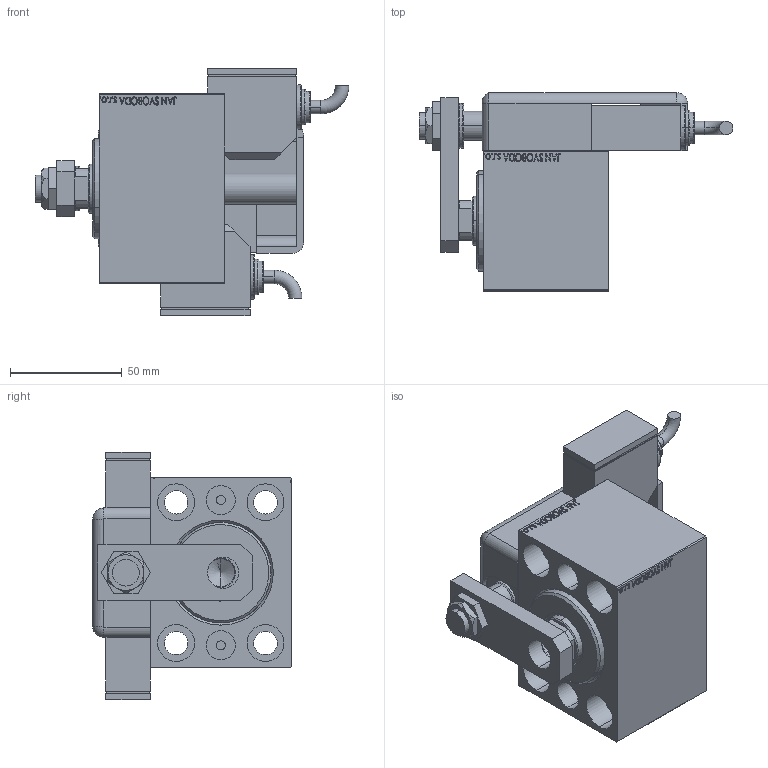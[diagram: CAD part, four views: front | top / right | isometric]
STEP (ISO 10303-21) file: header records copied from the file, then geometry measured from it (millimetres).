
FILE_DESCRIPTION (( 'STEP AP203' ), '1' );
FILE_NAME ('e50f.STEP', '2021-11-02T09:21:28', ( '' ), ( '' ), 'SwSTEP 2.0', 'SolidWorks 2019', '' );
FILE_SCHEMA (( 'CONFIG_CONTROL_DESIGN' ));
Length unit declared in the file: millimetre
Products named in the file (13): V450CM_VC_B b641346b36ad02681caeaf2f4edf6bc3; MAGNETIC SWITCH Q b641346b36ad02681caeaf2f4edf6bc3; SWITCH Q b641346b36ad02681caeaf2f4edf6bc3; V450CM_C b641346b36ad02681caeaf2f4edf6bc3; NUT_D19 b641346b36ad02681caeaf2f4edf6bc3; TYC b641346b36ad02681caeaf2f4edf6bc3; SWITCH DIM A_G b641346b36ad02681caeaf2f4edf6bc3; e50f; SWITCH_Q_FRONT_BACK b641346b36ad02681caeaf2f4edf6bc3; ZARAZKA_Q b641346b36ad02681caeaf2f4edf6bc3; KRYT b641346b36ad02681caeaf2f4edf6bc3; V450CM_C_VCP b641346b36ad02681caeaf2f4edf6bc3; NUT_D13 b641346b36ad02681caeaf2f4edf6bc3
Assembly tree (13 placements, depth 3):
  e50f
    V450CM_C b641346b36ad02681caeaf2f4edf6bc3
    V450CM_C_VCP b641346b36ad02681caeaf2f4edf6bc3
    V450CM_VC_B b641346b36ad02681caeaf2f4edf6bc3
    MAGNETIC SWITCH Q b641346b36ad02681caeaf2f4edf6bc3
      SWITCH_Q_FRONT_BACK b641346b36ad02681caeaf2f4edf6bc3
      TYC b641346b36ad02681caeaf2f4edf6bc3
      ZARAZKA_Q b641346b36ad02681caeaf2f4edf6bc3
      SWITCH DIM A_G b641346b36ad02681caeaf2f4edf6bc3
      NUT_D19 b641346b36ad02681caeaf2f4edf6bc3
      NUT_D13 b641346b36ad02681caeaf2f4edf6bc3
      KRYT b641346b36ad02681caeaf2f4edf6bc3
      SWITCH Q b641346b36ad02681caeaf2f4edf6bc3  x2
Bounding box: 140.46 x 88.8 x 111 mm (x, y, z)
Volume: 394989.9 mm3; surface area: 110645.8 mm2
Topology: 13 solids, 13 shells, 1242 faces, 3148 edges, 2079 vertices
Faces by surface type: plane 614, bspline 471, cylinder 111, cone 22, torus 22, sphere 2
Entity records: 59517 total; most frequent: CARTESIAN_POINT 32055, ORIENTED_EDGE 6100, DIRECTION 3848, EDGE_CURVE 3050, VERTEX_POINT 2019, VECTOR 1820, LINE 1820, EDGE_LOOP 1373
